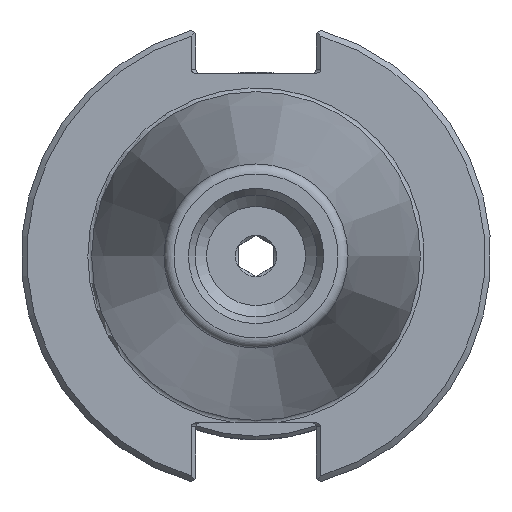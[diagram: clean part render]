
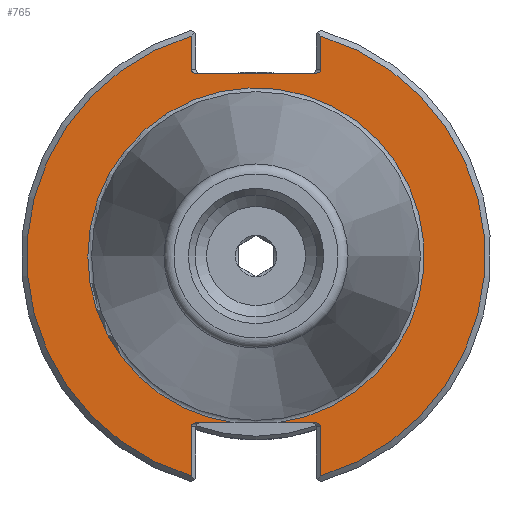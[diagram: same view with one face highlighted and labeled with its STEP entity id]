
A CAD part, left-side view. The second image highlights one B-rep face of the part: STEP entity #765.
In plain terms, the highlighted planar face has unit normal (-1, 0, 0).
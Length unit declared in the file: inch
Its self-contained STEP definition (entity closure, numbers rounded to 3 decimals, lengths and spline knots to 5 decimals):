
#553=CARTESIAN_POINT('',(0.125,0.31672,0.972));
#554=VERTEX_POINT('',#553);
#563=CARTESIAN_POINT('',(0.125,-0.31672,0.972));
#564=VERTEX_POINT('',#563);
#565=CARTESIAN_POINT('',(0.125,0.31672,0.972));
#566=DIRECTION('',(0.0,-1.0,0.0));
#567=VECTOR('',#566,0.63343);
#568=LINE('',#565,#567);
#569=EDGE_CURVE('',#554,#564,#568,.T.);
#619=CARTESIAN_POINT('',(0.125,-0.11172,-0.888));
#620=VERTEX_POINT('',#619);
#621=CARTESIAN_POINT('',(0.125,0.11172,-0.888));
#622=VERTEX_POINT('',#621);
#637=CARTESIAN_POINT('',(0.125,0.0,0.0));
#638=DIRECTION('',(-1.0,0.0,0.0));
#639=DIRECTION('',(0.0,-1.0,0.0));
#640=AXIS2_PLACEMENT_3D('',#637,#638,#639);
#641=CIRCLE('',#640,0.895);
#642=EDGE_CURVE('',#620,#622,#641,.T.);
#658=CARTESIAN_POINT('',(0.125,1.0625,0.0));
#659=DIRECTION('',(-1.0,0.0,0.0));
#660=DIRECTION('',(0.0,0.0,1.0));
#661=AXIS2_PLACEMENT_3D('',#658,#659,#660);
#662=PLANE('',#661);
#663=ORIENTED_EDGE('',*,*,#642,.F.);
#664=CARTESIAN_POINT('',(0.125,-0.31672,-0.888));
#665=VERTEX_POINT('',#664);
#666=CARTESIAN_POINT('',(0.125,-0.31672,-0.888));
#667=DIRECTION('',(0.0,1.0,0.0));
#668=VECTOR('',#667,0.205);
#669=LINE('',#666,#668);
#670=EDGE_CURVE('',#665,#620,#669,.T.);
#671=ORIENTED_EDGE('',*,*,#670,.F.);
#672=CARTESIAN_POINT('',(0.125,-0.345,-0.908));
#673=VERTEX_POINT('',#672);
#674=CARTESIAN_POINT('',(0.125,-0.31672,-0.908));
#675=DIRECTION('',(-1.0,0.0,0.0));
#676=DIRECTION('',(0.0,-1.0,0.0));
#677=AXIS2_PLACEMENT_3D('',#674,#675,#676);
#678=ELLIPSE('',#677,0.02828,0.02);
#679=EDGE_CURVE('',#673,#665,#678,.T.);
#680=ORIENTED_EDGE('',*,*,#679,.F.);
#681=CARTESIAN_POINT('',(0.125,-0.345,-1.1702));
#682=VERTEX_POINT('',#681);
#683=CARTESIAN_POINT('',(0.125,-0.345,-1.1702));
#684=DIRECTION('',(0.0,0.0,1.0));
#685=VECTOR('',#684,0.2622);
#686=LINE('',#683,#685);
#687=EDGE_CURVE('',#682,#673,#686,.T.);
#688=ORIENTED_EDGE('',*,*,#687,.F.);
#689=CARTESIAN_POINT('',(0.125,-0.345,1.1702));
#690=VERTEX_POINT('',#689);
#691=CARTESIAN_POINT('',(0.125,0.0,0.0));
#692=DIRECTION('',(1.0,0.0,0.0));
#693=DIRECTION('',(0.0,-1.0,0.0));
#694=AXIS2_PLACEMENT_3D('',#691,#692,#693);
#695=CIRCLE('',#694,1.22);
#696=EDGE_CURVE('',#690,#682,#695,.T.);
#697=ORIENTED_EDGE('',*,*,#696,.F.);
#698=CARTESIAN_POINT('',(0.125,-0.345,0.992));
#699=VERTEX_POINT('',#698);
#700=CARTESIAN_POINT('',(0.125,-0.345,0.992));
#701=DIRECTION('',(0.0,0.0,1.0));
#702=VECTOR('',#701,0.1782);
#703=LINE('',#700,#702);
#704=EDGE_CURVE('',#699,#690,#703,.T.);
#705=ORIENTED_EDGE('',*,*,#704,.F.);
#706=CARTESIAN_POINT('',(0.125,-0.31672,0.992));
#707=DIRECTION('',(-1.0,0.0,0.0));
#708=DIRECTION('',(0.0,-1.0,0.0));
#709=AXIS2_PLACEMENT_3D('',#706,#707,#708);
#710=ELLIPSE('',#709,0.02828,0.02);
#711=EDGE_CURVE('',#564,#699,#710,.T.);
#712=ORIENTED_EDGE('',*,*,#711,.F.);
#713=ORIENTED_EDGE('',*,*,#569,.F.);
#714=CARTESIAN_POINT('',(0.125,0.345,0.992));
#715=VERTEX_POINT('',#714);
#716=CARTESIAN_POINT('',(0.125,0.31672,0.992));
#717=DIRECTION('',(-1.0,0.0,0.0));
#718=DIRECTION('',(0.0,1.0,0.0));
#719=AXIS2_PLACEMENT_3D('',#716,#717,#718);
#720=ELLIPSE('',#719,0.02828,0.02);
#721=EDGE_CURVE('',#715,#554,#720,.T.);
#722=ORIENTED_EDGE('',*,*,#721,.F.);
#723=CARTESIAN_POINT('',(0.125,0.345,1.1702));
#724=VERTEX_POINT('',#723);
#725=CARTESIAN_POINT('',(0.125,0.345,1.1702));
#726=DIRECTION('',(0.0,0.0,-1.0));
#727=VECTOR('',#726,0.1782);
#728=LINE('',#725,#727);
#729=EDGE_CURVE('',#724,#715,#728,.T.);
#730=ORIENTED_EDGE('',*,*,#729,.F.);
#731=CARTESIAN_POINT('',(0.125,0.345,-1.1702));
#732=VERTEX_POINT('',#731);
#733=CARTESIAN_POINT('',(0.125,0.0,0.0));
#734=DIRECTION('',(1.0,0.0,0.0));
#735=DIRECTION('',(0.0,1.0,0.0));
#736=AXIS2_PLACEMENT_3D('',#733,#734,#735);
#737=CIRCLE('',#736,1.22);
#738=EDGE_CURVE('',#732,#724,#737,.T.);
#739=ORIENTED_EDGE('',*,*,#738,.F.);
#740=CARTESIAN_POINT('',(0.125,0.345,-0.908));
#741=VERTEX_POINT('',#740);
#742=CARTESIAN_POINT('',(0.125,0.345,-0.908));
#743=DIRECTION('',(0.0,0.0,-1.0));
#744=VECTOR('',#743,0.2622);
#745=LINE('',#742,#744);
#746=EDGE_CURVE('',#741,#732,#745,.T.);
#747=ORIENTED_EDGE('',*,*,#746,.F.);
#748=CARTESIAN_POINT('',(0.125,0.31672,-0.888));
#749=VERTEX_POINT('',#748);
#750=CARTESIAN_POINT('',(0.125,0.31672,-0.908));
#751=DIRECTION('',(-1.0,0.0,0.0));
#752=DIRECTION('',(0.0,1.0,0.0));
#753=AXIS2_PLACEMENT_3D('',#750,#751,#752);
#754=ELLIPSE('',#753,0.02828,0.02);
#755=EDGE_CURVE('',#749,#741,#754,.T.);
#756=ORIENTED_EDGE('',*,*,#755,.F.);
#757=CARTESIAN_POINT('',(0.125,0.11172,-0.888));
#758=DIRECTION('',(0.0,1.0,0.0));
#759=VECTOR('',#758,0.205);
#760=LINE('',#757,#759);
#761=EDGE_CURVE('',#622,#749,#760,.T.);
#762=ORIENTED_EDGE('',*,*,#761,.F.);
#763=EDGE_LOOP('',(#663,#671,#680,#688,#697,#705,#712,#713,#722,#730,#739,#747,#756,#762));
#764=FACE_OUTER_BOUND('',#763,.T.);
#765=ADVANCED_FACE('',(#764),#662,.T.);
